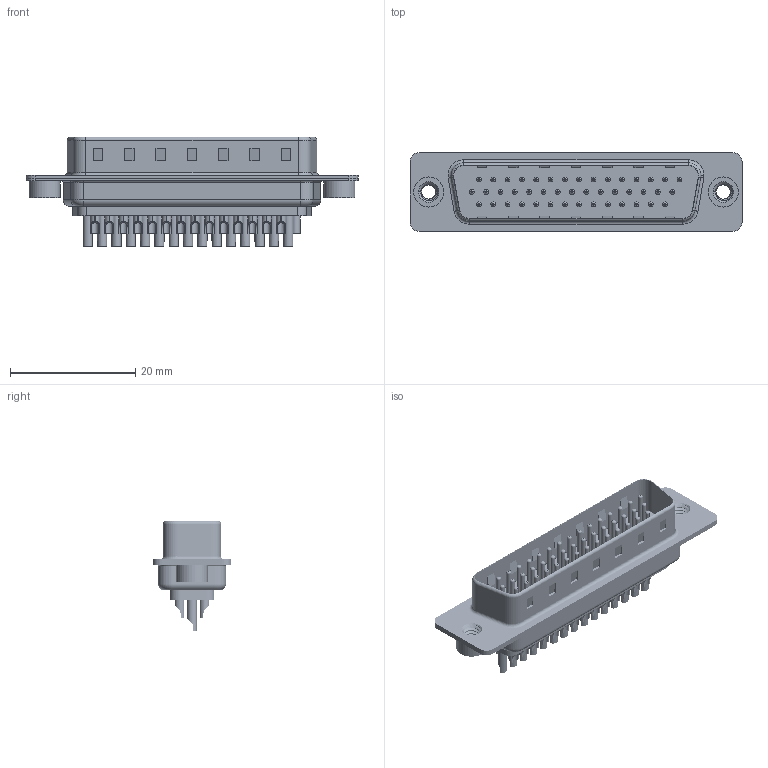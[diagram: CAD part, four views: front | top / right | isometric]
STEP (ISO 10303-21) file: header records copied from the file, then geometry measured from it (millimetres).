
FILE_DESCRIPTION (( 'STEP AP203' ), '1' );
FILE_NAME ('637-044-232-042.STEP', '2020-07-18T01:58:18', ( '' ), ( '' ), 'SwSTEP 2.0', 'SolidWorks 2020', '' );
FILE_SCHEMA (( 'CONFIG_CONTROL_DESIGN' ));
Length unit declared in the file: millimetre
Products named in the file (8): 637 Housing_44 Contacts; 637 Shell Rear_44 Contacts; 637 Contact Row 3_32; 637 4-40 Threaded Rivet; 637 Contact Row 1_32; 637 Shell Front_44 Contacts; 637-044-232-042; 637 Contact Row 2_32
Assembly tree (49 placements, depth 2):
  637-044-232-042
    637 Housing_44 Contacts
    637 Shell Front_44 Contacts
    637 Shell Rear_44 Contacts
    637 Contact Row 1_32  x15
    637 Contact Row 2_32  x15
    637 Contact Row 3_32  x14
    637 4-40 Threaded Rivet  x2
Bounding box: 53 x 12.6 x 17.55 mm (x, y, z)
Volume: 2714.5 mm3; surface area: 10431.4 mm2
Topology: 49 solids, 49 shells, 3192 faces, 8173 edges, 5178 vertices
Faces by surface type: cylinder 1413, torus 974, plane 787, cone 12, bspline 6
Entity records: 29558 total; most frequent: CARTESIAN_POINT 6040, DIRECTION 4916, ORIENTED_EDGE 4212, EDGE_CURVE 2106, AXIS2_PLACEMENT_3D 1981, VERTEX_POINT 1354, EDGE_LOOP 1090, CIRCLE 1069
